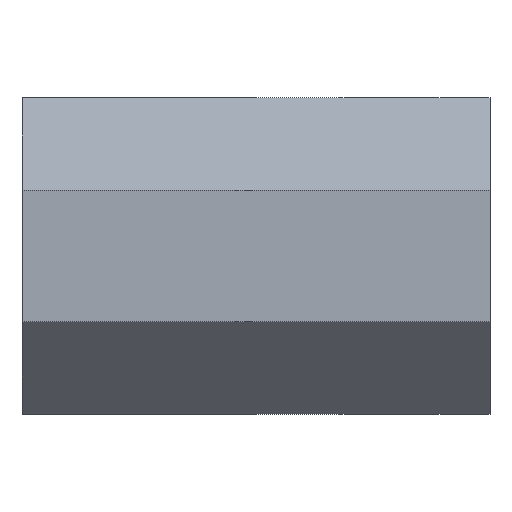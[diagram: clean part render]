
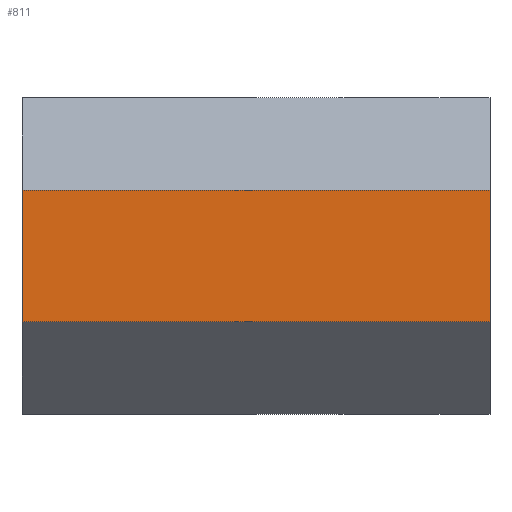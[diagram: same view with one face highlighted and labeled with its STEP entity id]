
A CAD part, left-side view. The second image highlights one B-rep face of the part: STEP entity #811.
In plain terms, the highlighted planar face has unit normal (-1, 0, 0).
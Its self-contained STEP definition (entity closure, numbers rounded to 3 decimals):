
#33=PLANE('',#878);
#74=FACE_OUTER_BOUND('',#121,.T.);
#121=EDGE_LOOP('',(#619,#620,#621,#622));
#166=LINE('',#1152,#266);
#182=LINE('',#1192,#282);
#188=LINE('',#1207,#288);
#189=LINE('',#1209,#289);
#266=VECTOR('',#932,10.);
#282=VECTOR('',#964,10.);
#288=VECTOR('',#982,10.);
#289=VECTOR('',#985,10.);
#381=VERTEX_POINT('',#1149);
#382=VERTEX_POINT('',#1151);
#397=VERTEX_POINT('',#1189);
#398=VERTEX_POINT('',#1191);
#458=EDGE_CURVE('',#382,#381,#166,.T.);
#478=EDGE_CURVE('',#397,#398,#182,.T.);
#486=EDGE_CURVE('',#381,#398,#188,.T.);
#487=EDGE_CURVE('',#382,#397,#189,.T.);
#619=ORIENTED_EDGE('',*,*,#486,.T.);
#620=ORIENTED_EDGE('',*,*,#478,.F.);
#621=ORIENTED_EDGE('',*,*,#487,.F.);
#622=ORIENTED_EDGE('',*,*,#458,.T.);
#811=ADVANCED_FACE('',(#74),#33,.T.);
#878=AXIS2_PLACEMENT_3D('',#1208,#983,#984);
#932=DIRECTION('',(0.,0.,1.));
#964=DIRECTION('',(0.,0.,1.));
#982=DIRECTION('',(0.,1.,0.));
#983=DIRECTION('center_axis',(-1.,0.,0.));
#984=DIRECTION('ref_axis',(0.,0.,1.));
#985=DIRECTION('',(0.,1.,0.));
#1149=CARTESIAN_POINT('',(-11.5,-17.,4.763));
#1151=CARTESIAN_POINT('',(-11.5,-17.,-4.763));
#1152=CARTESIAN_POINT('',(-11.5,-17.,0.));
#1189=CARTESIAN_POINT('',(-11.5,17.,-4.763));
#1191=CARTESIAN_POINT('',(-11.5,17.,4.763));
#1192=CARTESIAN_POINT('',(-11.5,17.,0.));
#1207=CARTESIAN_POINT('',(-11.5,0.,4.763));
#1208=CARTESIAN_POINT('Origin',(-11.5,0.,-4.763));
#1209=CARTESIAN_POINT('',(-11.5,0.,-4.763));
